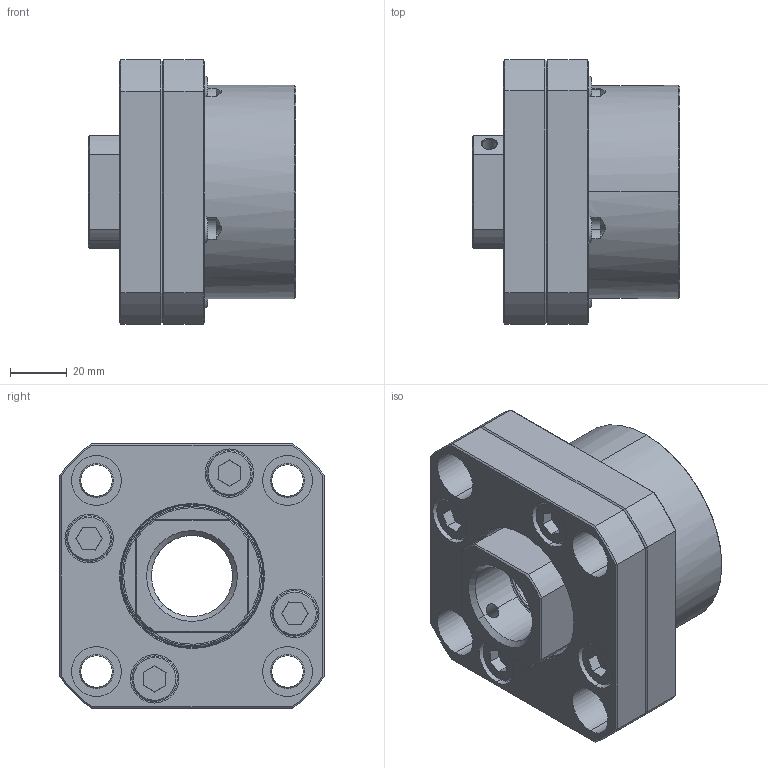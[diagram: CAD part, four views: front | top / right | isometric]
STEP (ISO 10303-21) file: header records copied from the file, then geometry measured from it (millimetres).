
FILE_DESCRIPTION (( 'STEP AP203' ), '1' );
FILE_NAME ('FK30²Õ¦X¥óA.STEP', '2017-12-28T05:32:22', ( '' ), ( '' ), 'SwSTEP 2.0', 'SolidWorks 2017', '' );
FILE_SCHEMA (( 'CONFIG_CONTROL_DESIGN' ));
Length unit declared in the file: millimetre
Products named in the file (1): FK30組合件A
Bounding box: 73 x 93 x 93 mm (x, y, z)
Surface area: 62933.6 mm2 (no closed solid volume)
Topology: 0 solids, 16 shells, 234 faces, 588 edges, 367 vertices
Faces by surface type: plane 78, cylinder 73, cone 59, torus 20, bspline 4
Entity records: 7570 total; most frequent: CARTESIAN_POINT 1828, DIRECTION 1265, ORIENTED_EDGE 1071, EDGE_CURVE 588, AXIS2_PLACEMENT_3D 508, VERTEX_POINT 367, CIRCLE 277, EDGE_LOOP 271
